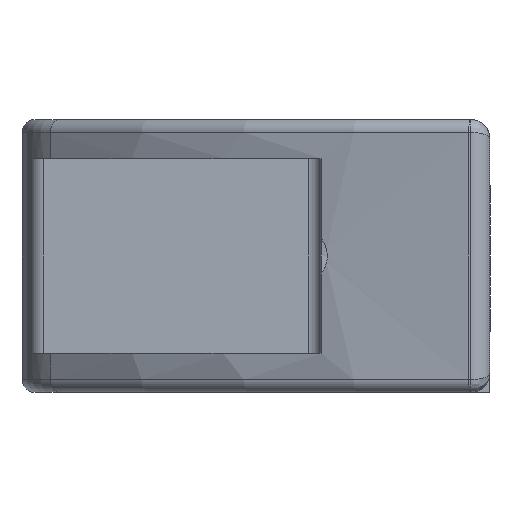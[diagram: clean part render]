
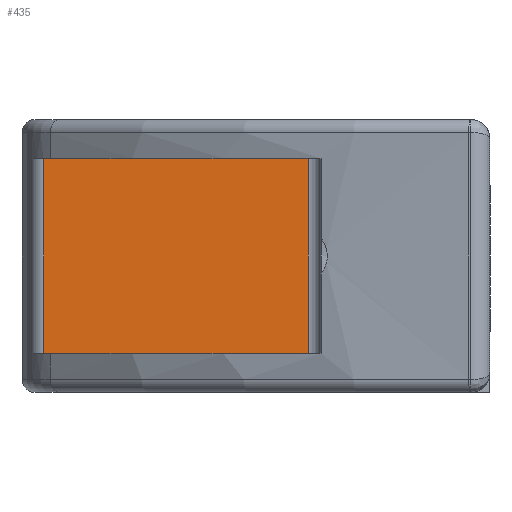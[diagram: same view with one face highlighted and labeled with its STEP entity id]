
A CAD part, left-side view. The second image highlights one B-rep face of the part: STEP entity #435.
In plain terms, the highlighted planar face has unit normal (-1, 0, 0).
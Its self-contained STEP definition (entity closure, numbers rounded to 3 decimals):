
#418 = VERTEX_POINT ( 'NONE', #1638 ) ;
#435 = ADVANCED_FACE ( 'NONE', ( #1748 ), #1728, .F. ) ;
#436 = EDGE_CURVE ( 'NONE', #518, #442, #1723, .T. ) ;
#437 = ORIENTED_EDGE ( 'NONE', *, *, #556, .F. ) ;
#438 = ORIENTED_EDGE ( 'NONE', *, *, #436, .T. ) ;
#442 = VERTEX_POINT ( 'NONE', #1733 ) ;
#443 = VERTEX_POINT ( 'NONE', #1724 ) ;
#447 = ORIENTED_EDGE ( 'NONE', *, *, #533, .T. ) ;
#518 = VERTEX_POINT ( 'NONE', #1772 ) ;
#533 = EDGE_CURVE ( 'NONE', #418, #518, #1628, .T. ) ;
#550 = ORIENTED_EDGE ( 'NONE', *, *, #563, .T. ) ;
#556 = EDGE_CURVE ( 'NONE', #443, #442, #1805, .T. ) ;
#560 = EDGE_LOOP ( 'NONE', ( #437, #550, #447, #438 ) ) ;
#563 = EDGE_CURVE ( 'NONE', #443, #418, #1793, .T. ) ;
#1628 = LINE ( 'NONE', #1699, #1688 ) ;
#1635 = DIRECTION ( 'NONE',  ( 0., 0., -1. ) ) ;
#1636 = DIRECTION ( 'NONE',  ( 1., 0., 0. ) ) ;
#1637 = CARTESIAN_POINT ( 'NONE',  ( 16., 34.341, 7.5 ) ) ;
#1638 = CARTESIAN_POINT ( 'NONE',  ( 16., 14., 7.5 ) ) ;
#1688 = VECTOR ( 'NONE', #1698, 1000. ) ;
#1698 = DIRECTION ( 'NONE',  ( 0., 1., 0. ) ) ;
#1699 = CARTESIAN_POINT ( 'NONE',  ( 16., 13., 7.5 ) ) ;
#1721 = DIRECTION ( 'NONE',  ( 0., 0., -1. ) ) ;
#1722 = VECTOR ( 'NONE', #1721, 1000. ) ;
#1723 = LINE ( 'NONE', #1637, #1722 ) ;
#1724 = CARTESIAN_POINT ( 'NONE',  ( 16., 14., -7.5 ) ) ;
#1728 = PLANE ( 'NONE',  #1744 ) ;
#1733 = CARTESIAN_POINT ( 'NONE',  ( 16., 34.341, -7.5 ) ) ;
#1743 = CARTESIAN_POINT ( 'NONE',  ( 16., 13., 7.5 ) ) ;
#1744 = AXIS2_PLACEMENT_3D ( 'NONE', #1743, #1636, #1635 ) ;
#1748 = FACE_OUTER_BOUND ( 'NONE', #560, .T. ) ;
#1772 = CARTESIAN_POINT ( 'NONE',  ( 16., 34.341, 7.5 ) ) ;
#1779 = CARTESIAN_POINT ( 'NONE',  ( 16., 13., -7.5 ) ) ;
#1790 = DIRECTION ( 'NONE',  ( 0., 0., 1. ) ) ;
#1791 = VECTOR ( 'NONE', #1790, 1000. ) ;
#1792 = CARTESIAN_POINT ( 'NONE',  ( 16., 14., 7.5 ) ) ;
#1793 = LINE ( 'NONE', #1792, #1791 ) ;
#1803 = DIRECTION ( 'NONE',  ( 0., 1., 0. ) ) ;
#1804 = VECTOR ( 'NONE', #1803, 1000. ) ;
#1805 = LINE ( 'NONE', #1779, #1804 ) ;
